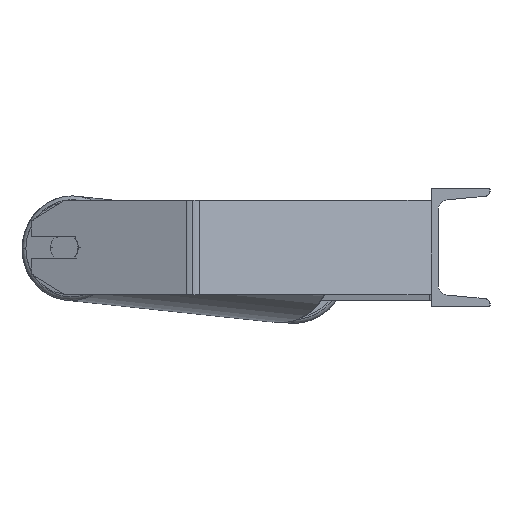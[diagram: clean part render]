
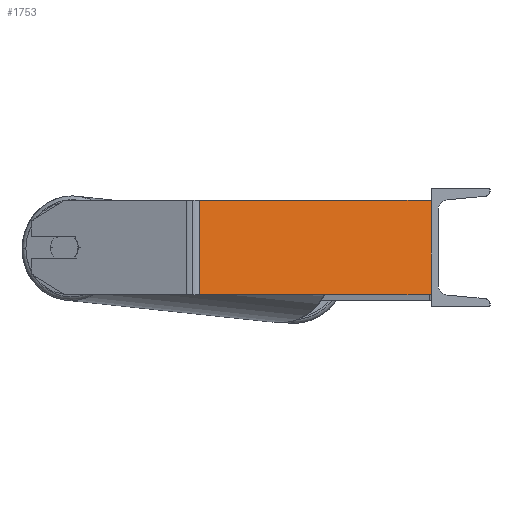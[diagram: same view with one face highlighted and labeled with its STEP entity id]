
A CAD part, left-side view. The second image highlights one B-rep face of the part: STEP entity #1753.
In plain terms, the highlighted planar face has unit normal (-0.94, -0.342, 0).
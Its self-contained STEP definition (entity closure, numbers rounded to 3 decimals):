
#649 = CARTESIAN_POINT ( 'NONE',  ( -785., 0., 40. ) ) ;
#889 = DIRECTION ( 'NONE',  ( 0., 0., -1. ) ) ;
#1124 = DIRECTION ( 'NONE',  ( -0.342, 0.94, 0. ) ) ;
#1393 = AXIS2_PLACEMENT_3D ( 'NONE', #2424, #7253, #1124 ) ;
#1753 = ADVANCED_FACE ( 'NONE', ( #8633 ), #8675, .F. ) ;
#2423 = CARTESIAN_POINT ( 'NONE',  ( -856.596, 196.709, -40. ) ) ;
#2424 = CARTESIAN_POINT ( 'NONE',  ( -858.588, 202.182, 40. ) ) ;
#3476 = CARTESIAN_POINT ( 'NONE',  ( -785., 0., -40. ) ) ;
#4280 = EDGE_CURVE ( 'NONE', #8223, #4303, #8401, .T. ) ;
#4303 = VERTEX_POINT ( 'NONE', #8349 ) ;
#4344 = VECTOR ( 'NONE', #8363, 1000. ) ;
#4566 = EDGE_CURVE ( 'NONE', #4303, #7449, #4888, .T. ) ;
#4639 = EDGE_CURVE ( 'NONE', #8223, #8562, #9100, .T. ) ;
#4807 = VECTOR ( 'NONE', #889, 1000. ) ;
#4862 = DIRECTION ( 'NONE',  ( 0., 0., -1. ) ) ;
#4888 = LINE ( 'NONE', #649, #4807 ) ;
#5036 = ORIENTED_EDGE ( 'NONE', *, *, #4280, .F. ) ;
#5280 = VECTOR ( 'NONE', #7106, 1000. ) ;
#5635 = LINE ( 'NONE', #7118, #4344 ) ;
#5749 = EDGE_CURVE ( 'NONE', #8562, #7449, #5635, .T. ) ;
#6225 = CARTESIAN_POINT ( 'NONE',  ( -858.588, 202.182, 40. ) ) ;
#6313 = ORIENTED_EDGE ( 'NONE', *, *, #5749, .T. ) ;
#7025 = CARTESIAN_POINT ( 'NONE',  ( -856.596, 196.709, 40. ) ) ;
#7106 = DIRECTION ( 'NONE',  ( 0.342, -0.94, 0. ) ) ;
#7118 = CARTESIAN_POINT ( 'NONE',  ( -858.588, 202.182, -40. ) ) ;
#7171 = CARTESIAN_POINT ( 'NONE',  ( -856.596, 196.709, 40. ) ) ;
#7176 = EDGE_LOOP ( 'NONE', ( #6313, #7498, #5036, #7860 ) ) ;
#7253 = DIRECTION ( 'NONE',  ( 0.94, 0.342, 0. ) ) ;
#7449 = VERTEX_POINT ( 'NONE', #3476 ) ;
#7498 = ORIENTED_EDGE ( 'NONE', *, *, #4566, .F. ) ;
#7860 = ORIENTED_EDGE ( 'NONE', *, *, #4639, .T. ) ;
#8223 = VERTEX_POINT ( 'NONE', #7025 ) ;
#8349 = CARTESIAN_POINT ( 'NONE',  ( -785., 0., 40. ) ) ;
#8363 = DIRECTION ( 'NONE',  ( 0.342, -0.94, 0. ) ) ;
#8401 = LINE ( 'NONE', #6225, #5280 ) ;
#8562 = VERTEX_POINT ( 'NONE', #2423 ) ;
#8633 = FACE_OUTER_BOUND ( 'NONE', #7176, .T. ) ;
#8675 = PLANE ( 'NONE',  #1393 ) ;
#9083 = VECTOR ( 'NONE', #4862, 1000. ) ;
#9100 = LINE ( 'NONE', #7171, #9083 ) ;
